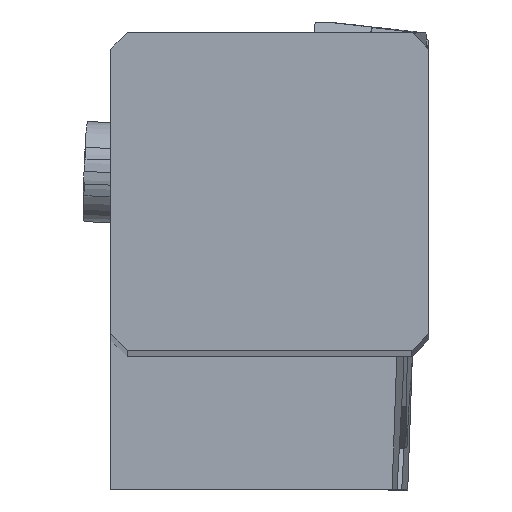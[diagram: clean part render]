
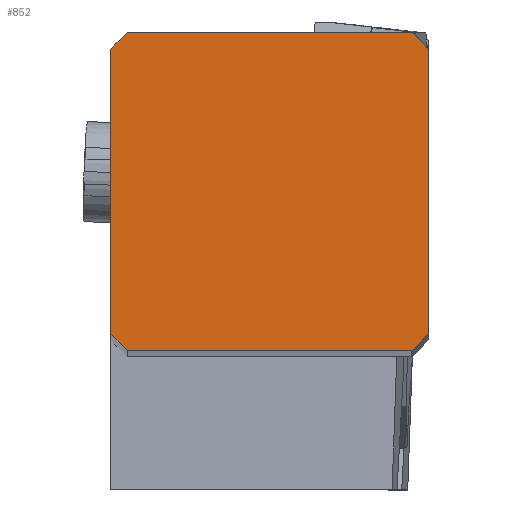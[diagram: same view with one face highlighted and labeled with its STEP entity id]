
A CAD part, top view. The second image highlights one B-rep face of the part: STEP entity #852.
In plain terms, the highlighted planar face has unit normal (0, 0, 1).
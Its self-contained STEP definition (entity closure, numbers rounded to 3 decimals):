
#717=FACE_OUTER_BOUND('',#1188,.T.);
#852=ADVANCED_FACE('',(#717),#967,.T.);
#967=PLANE('',#3637);
#1188=EDGE_LOOP('',(#1580,#1581,#1582,#1583,#1584,#1585,#1586,#1587));
#1580=ORIENTED_EDGE('',*,*,#2502,.F.);
#1581=ORIENTED_EDGE('',*,*,#2501,.F.);
#1582=ORIENTED_EDGE('',*,*,#2503,.F.);
#1583=ORIENTED_EDGE('',*,*,#2504,.F.);
#1584=ORIENTED_EDGE('',*,*,#2505,.F.);
#1585=ORIENTED_EDGE('',*,*,#2506,.F.);
#1586=ORIENTED_EDGE('',*,*,#2507,.F.);
#1587=ORIENTED_EDGE('',*,*,#2508,.F.);
#2183=VERTEX_POINT('',#5314);
#2190=VERTEX_POINT('',#5328);
#2191=VERTEX_POINT('',#5332);
#2192=VERTEX_POINT('',#5334);
#2193=VERTEX_POINT('',#5336);
#2194=VERTEX_POINT('',#5338);
#2195=VERTEX_POINT('',#5340);
#2196=VERTEX_POINT('',#5342);
#2501=EDGE_CURVE('',#2190,#2183,#2983,.T.);
#2502=EDGE_CURVE('',#2183,#2191,#2984,.T.);
#2503=EDGE_CURVE('',#2192,#2190,#2985,.T.);
#2504=EDGE_CURVE('',#2193,#2192,#2986,.T.);
#2505=EDGE_CURVE('',#2194,#2193,#2987,.T.);
#2506=EDGE_CURVE('',#2195,#2194,#2988,.T.);
#2507=EDGE_CURVE('',#2196,#2195,#2989,.T.);
#2508=EDGE_CURVE('',#2191,#2196,#2990,.T.);
#2983=LINE('',#5329,#3249);
#2984=LINE('',#5331,#3250);
#2985=LINE('',#5333,#3251);
#2986=LINE('',#5335,#3252);
#2987=LINE('',#5337,#3253);
#2988=LINE('',#5339,#3254);
#2989=LINE('',#5341,#3255);
#2990=LINE('',#5343,#3256);
#3249=VECTOR('',#4080,1.);
#3250=VECTOR('',#4083,1.);
#3251=VECTOR('',#4084,1.);
#3252=VECTOR('',#4085,1.);
#3253=VECTOR('',#4086,1.);
#3254=VECTOR('',#4087,1.);
#3255=VECTOR('',#4088,1.);
#3256=VECTOR('',#4089,1.);
#3637=AXIS2_PLACEMENT_3D('',#5344,#4090,#4091);
#4080=DIRECTION('',(1.,0.,0.));
#4083=DIRECTION('',(0.707,-0.707,0.));
#4084=DIRECTION('',(0.707,0.707,0.));
#4085=DIRECTION('',(0.,1.,0.));
#4086=DIRECTION('',(-0.707,0.707,0.));
#4087=DIRECTION('',(-1.,0.,0.));
#4088=DIRECTION('',(-0.707,-0.707,0.));
#4089=DIRECTION('',(0.,-1.,0.));
#4090=DIRECTION('',(0.,0.,1.));
#4091=DIRECTION('',(-1.,0.,0.));
#5314=CARTESIAN_POINT('',(9.025,9.525,0.));
#5328=CARTESIAN_POINT('',(0.5,9.525,0.));
#5329=CARTESIAN_POINT('',(0.5,9.525,0.));
#5331=CARTESIAN_POINT('',(9.025,9.525,0.));
#5332=CARTESIAN_POINT('',(9.525,9.025,0.));
#5333=CARTESIAN_POINT('',(0.,9.025,0.));
#5334=CARTESIAN_POINT('',(0.,9.025,0.));
#5335=CARTESIAN_POINT('',(0.,0.5,0.));
#5336=CARTESIAN_POINT('',(0.,0.5,0.));
#5337=CARTESIAN_POINT('',(0.5,0.,0.));
#5338=CARTESIAN_POINT('',(0.5,0.,0.));
#5339=CARTESIAN_POINT('',(9.025,0.,0.));
#5340=CARTESIAN_POINT('',(9.025,0.,0.));
#5341=CARTESIAN_POINT('',(9.525,0.5,0.));
#5342=CARTESIAN_POINT('',(9.525,0.5,0.));
#5343=CARTESIAN_POINT('',(9.525,9.025,0.));
#5344=CARTESIAN_POINT('',(4.763,4.763,0.));
